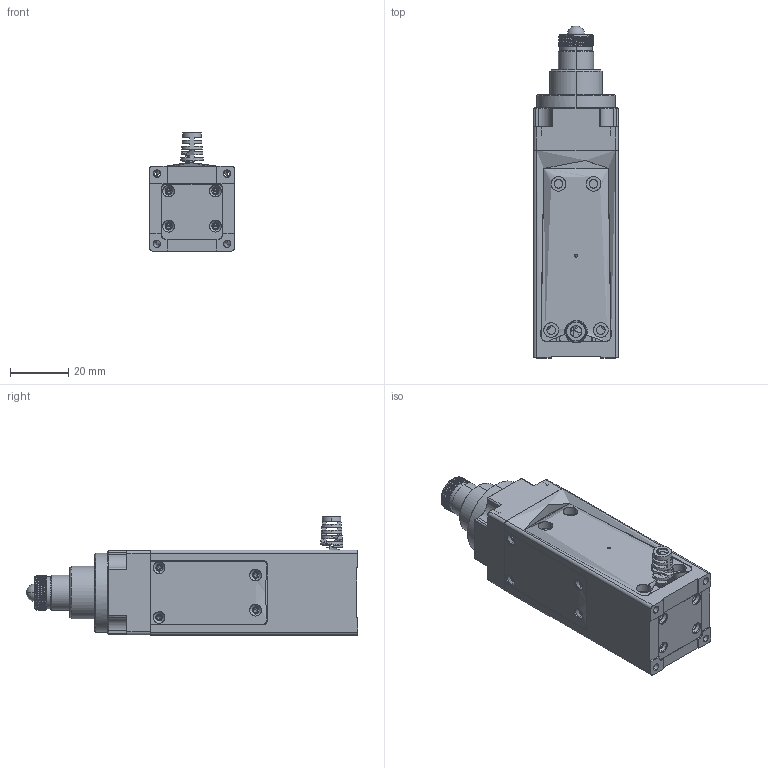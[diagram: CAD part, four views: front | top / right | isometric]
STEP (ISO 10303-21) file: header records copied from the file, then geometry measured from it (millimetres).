
FILE_DESCRIPTION (( 'STEP AP203' ), '1' );
FILE_NAME ('527207.STEP', '2025-07-01T06:59:04', ( '' ), ( '' ), 'SwSTEP 2.0', 'SolidWorks 2020', '' );
FILE_SCHEMA (( 'CONFIG_CONTROL_DESIGN' ));
Length unit declared in the file: millimetre
Products named in the file (1): 527207
Bounding box: 29 x 113.5 x 40.4 mm (x, y, z)
Surface area: 18282.2 mm2 (no closed solid volume)
Topology: 0 solids, 8 shells, 379 faces, 1207 edges, 808 vertices
Faces by surface type: cylinder 183, plane 136, cone 52, bspline 6, sphere 2
Entity records: 20404 total; most frequent: CARTESIAN_POINT 12335, ORIENTED_EDGE 2033, EDGE_CURVE 1173, B_SPLINE_CURVE_WITH_KNOTS 1170, VERTEX_POINT 808, DIRECTION 748, EDGE_LOOP 463, ADVANCED_FACE 378
